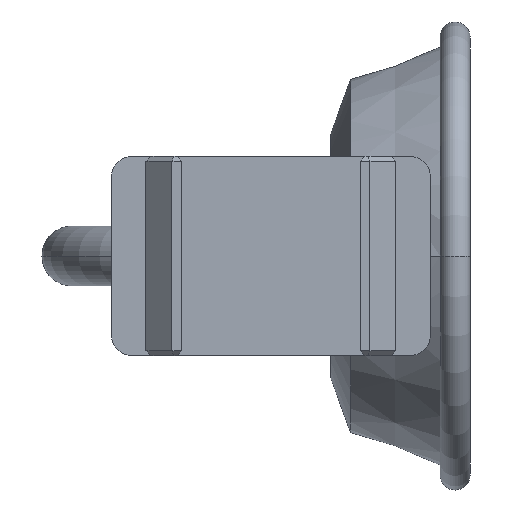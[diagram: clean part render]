
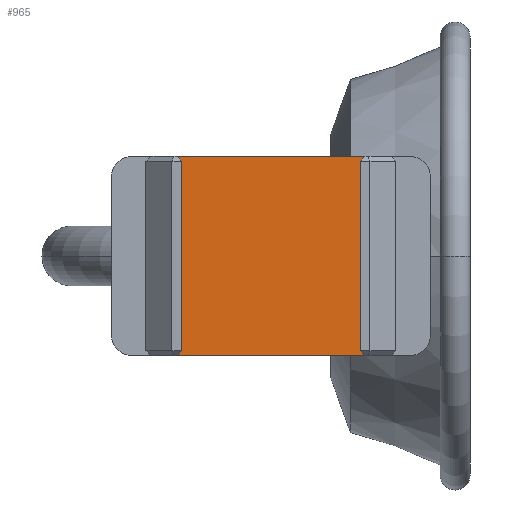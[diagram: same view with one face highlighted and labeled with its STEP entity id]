
A CAD part, left-side view. The second image highlights one B-rep face of the part: STEP entity #965.
In plain terms, the highlighted planar face has unit normal (-1, 0, 0).
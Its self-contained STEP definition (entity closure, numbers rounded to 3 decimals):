
#118 = AXIS2_PLACEMENT_3D ( 'NONE', #3486, #3480, #3478 ) ;
#386 = EDGE_LOOP ( 'NONE', ( #1026, #1022, #1035, #1032, #1047, #1027, #1036, #1046 ) ) ;
#404 = VERTEX_POINT ( 'NONE', #756 ) ;
#410 = VERTEX_POINT ( 'NONE', #738 ) ;
#446 = VERTEX_POINT ( 'NONE', #779 ) ;
#460 = VERTEX_POINT ( 'NONE', #784 ) ;
#495 = VERTEX_POINT ( 'NONE', #2965 ) ;
#497 = VERTEX_POINT ( 'NONE', #2966 ) ;
#499 = VERTEX_POINT ( 'NONE', #3000 ) ;
#524 = VERTEX_POINT ( 'NONE', #3022 ) ;
#646 = FACE_OUTER_BOUND ( 'NONE', #386, .T. ) ;
#738 = CARTESIAN_POINT ( 'NONE',  ( -2., 12.725, 0. ) ) ;
#756 = CARTESIAN_POINT ( 'NONE',  ( -2., 3.275, -10. ) ) ;
#779 = CARTESIAN_POINT ( 'NONE',  ( -2., 3.275, 0. ) ) ;
#784 = CARTESIAN_POINT ( 'NONE',  ( -2., 12.475, -0.25 ) ) ;
#965 = ADVANCED_FACE ( 'NONE', ( #646 ), #3483, .F. ) ;
#1022 = ORIENTED_EDGE ( 'NONE', *, *, #2305, .T. ) ;
#1026 = ORIENTED_EDGE ( 'NONE', *, *, #2304, .F. ) ;
#1027 = ORIENTED_EDGE ( 'NONE', *, *, #2309, .T. ) ;
#1032 = ORIENTED_EDGE ( 'NONE', *, *, #2307, .T. ) ;
#1035 = ORIENTED_EDGE ( 'NONE', *, *, #2306, .T. ) ;
#1036 = ORIENTED_EDGE ( 'NONE', *, *, #2310, .T. ) ;
#1046 = ORIENTED_EDGE ( 'NONE', *, *, #2311, .T. ) ;
#1047 = ORIENTED_EDGE ( 'NONE', *, *, #2308, .T. ) ;
#1792 = CARTESIAN_POINT ( 'NONE',  ( -2., 16., -10. ) ) ;
#1793 = CARTESIAN_POINT ( 'NONE',  ( -2., 9.363, -6.638 ) ) ;
#1804 = CARTESIAN_POINT ( 'NONE',  ( -2., 12.475, -10. ) ) ;
#1806 = DIRECTION ( 'NONE',  ( 0., 0., 1. ) ) ;
#1807 = DIRECTION ( 'NONE',  ( 0., 0.707, -0.707 ) ) ;
#1809 = DIRECTION ( 'NONE',  ( 0., -1., 0. ) ) ;
#1810 = CARTESIAN_POINT ( 'NONE',  ( -2., 14.637, 1.363 ) ) ;
#1811 = DIRECTION ( 'NONE',  ( 0., 0.707, 0.707 ) ) ;
#1812 = CARTESIAN_POINT ( 'NONE',  ( -2., 3.525, -10. ) ) ;
#1813 = DIRECTION ( 'NONE',  ( 0., 0., 1. ) ) ;
#1814 = CARTESIAN_POINT ( 'NONE',  ( -2., 9.638, -6.363 ) ) ;
#1815 = DIRECTION ( 'NONE',  ( 0., -0.707, 0.707 ) ) ;
#1816 = CARTESIAN_POINT ( 'NONE',  ( -2., 0., 0. ) ) ;
#1817 = DIRECTION ( 'NONE',  ( 0., 1., 0. ) ) ;
#1818 = CARTESIAN_POINT ( 'NONE',  ( -2., 14.362, 1.637 ) ) ;
#1819 = DIRECTION ( 'NONE',  ( 0., -0.707, -0.707 ) ) ;
#2304 = EDGE_CURVE ( 'NONE', #497, #460, #2604, .T. ) ;
#2305 = EDGE_CURVE ( 'NONE', #497, #524, #2595, .T. ) ;
#2306 = EDGE_CURVE ( 'NONE', #524, #404, #2606, .T. ) ;
#2307 = EDGE_CURVE ( 'NONE', #404, #495, #2610, .T. ) ;
#2308 = EDGE_CURVE ( 'NONE', #495, #499, #2612, .T. ) ;
#2309 = EDGE_CURVE ( 'NONE', #499, #446, #2614, .T. ) ;
#2310 = EDGE_CURVE ( 'NONE', #446, #410, #2616, .T. ) ;
#2311 = EDGE_CURVE ( 'NONE', #410, #460, #2618, .T. ) ;
#2595 = LINE ( 'NONE', #1793, #2609 ) ;
#2604 = LINE ( 'NONE', #1804, #2607 ) ;
#2606 = LINE ( 'NONE', #1792, #2611 ) ;
#2607 = VECTOR ( 'NONE', #1806, 1000. ) ;
#2609 = VECTOR ( 'NONE', #1807, 1000. ) ;
#2610 = LINE ( 'NONE', #1810, #2613 ) ;
#2611 = VECTOR ( 'NONE', #1809, 1000. ) ;
#2612 = LINE ( 'NONE', #1812, #2615 ) ;
#2613 = VECTOR ( 'NONE', #1811, 1000. ) ;
#2614 = LINE ( 'NONE', #1814, #2617 ) ;
#2615 = VECTOR ( 'NONE', #1813, 1000. ) ;
#2616 = LINE ( 'NONE', #1816, #2619 ) ;
#2617 = VECTOR ( 'NONE', #1815, 1000. ) ;
#2618 = LINE ( 'NONE', #1818, #2621 ) ;
#2619 = VECTOR ( 'NONE', #1817, 1000. ) ;
#2621 = VECTOR ( 'NONE', #1819, 1000. ) ;
#2965 = CARTESIAN_POINT ( 'NONE',  ( -2., 3.525, -9.75 ) ) ;
#2966 = CARTESIAN_POINT ( 'NONE',  ( -2., 12.475, -9.75 ) ) ;
#3000 = CARTESIAN_POINT ( 'NONE',  ( -2., 3.525, -0.25 ) ) ;
#3022 = CARTESIAN_POINT ( 'NONE',  ( -2., 12.725, -10. ) ) ;
#3478 = DIRECTION ( 'NONE',  ( 0., 0., -1. ) ) ;
#3480 = DIRECTION ( 'NONE',  ( 1., 0., 0. ) ) ;
#3483 = PLANE ( 'NONE',  #118 ) ;
#3486 = CARTESIAN_POINT ( 'NONE',  ( -2., 16., 0. ) ) ;
